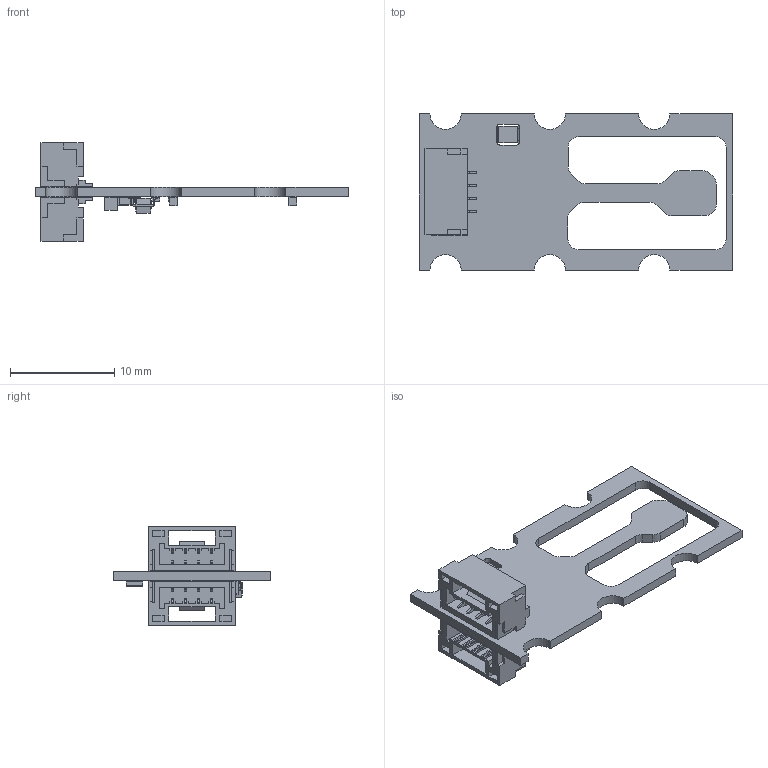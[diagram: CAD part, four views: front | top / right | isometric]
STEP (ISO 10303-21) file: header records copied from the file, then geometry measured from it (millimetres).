
FILE_DESCRIPTION(('KiCad electronic assembly'),'2;1');
FILE_NAME('TFHT02.step','2024-10-19T01:09:45',('Pcbnew'),('Kicad'), 'Open CASCADE STEP processor 7.6','KiCad to STEP converter','Unknown' );
FILE_SCHEMA(('AUTOMOTIVE_DESIGN { 1 0 10303 214 1 1 1 1 }'));
Length unit declared in the file: millimetre
Products named in the file (16): TFHT02 1; JST_GH_SM04B-GHS-TB_1x04-1MP_P1.25mm_Horizontal; JST_SM04B_GHS_TB; LED_1206_3216Metric; C_0603_1608Metric; D_SOD-523; D_SOD_523; C_0805_2012Metric; SOT-23-5; SOT_23_5; R_0603_1608Metric; kibot_bdm0kd_t_PCB
Assembly tree (20 placements, depth 3):
  TFHT02 1
    JST_GH_SM04B-GHS-TB_1x04-1MP_P1.25mm_Horizontal  x2
      JST_SM04B_GHS_TB
    LED_1206_3216Metric
      LED_1206_3216Metric
    C_0603_1608Metric  x3
      C_0603_1608Metric
    D_SOD-523
      D_SOD_523
    C_0805_2012Metric
      C_0805_2012Metric
    SOT-23-5
      SOT_23_5
    R_0603_1608Metric  x3
      R_0603_1608Metric
    kibot_bdm0kd_t_PCB
Bounding box: 30 x 15 x 9.48 mm (x, y, z)
Volume: 453.6 mm3; surface area: 1445.2 mm2
Topology: 13 solids, 13 shells, 843 faces, 2281 edges, 1490 vertices
Faces by surface type: plane 675, cylinder 129, bspline 39
Entity records: 19982 total; most frequent: CARTESIAN_POINT 3092, ORIENTED_EDGE 2860, DIRECTION 2592, EDGE_CURVE 1430, LINE 1208, VECTOR 1208, VERTEX_POINT 928, AXIS2_PLACEMENT_3D 692
